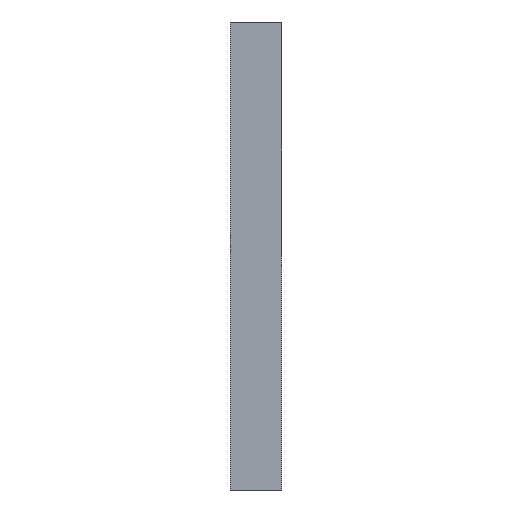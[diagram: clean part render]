
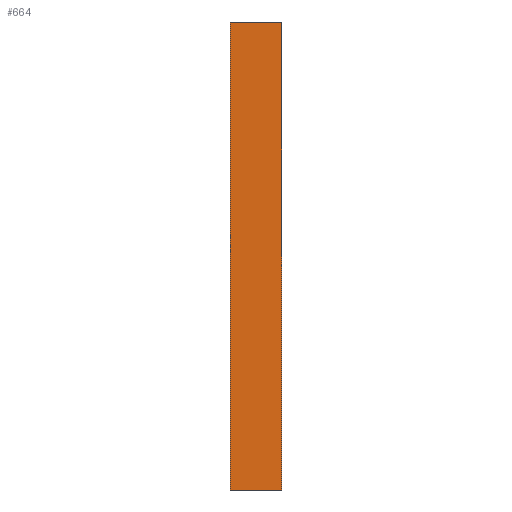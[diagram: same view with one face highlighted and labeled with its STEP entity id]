
A CAD part, left-side view. The second image highlights one B-rep face of the part: STEP entity #664.
In plain terms, the highlighted planar face has unit normal (-1, 0, 0).
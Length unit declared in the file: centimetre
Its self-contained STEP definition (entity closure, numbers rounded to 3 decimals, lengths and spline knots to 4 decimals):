
#109 = EDGE_LOOP ( 'NONE', ( #3035, #1916, #394, #318 ) ) ;
#180 = LINE ( 'NONE', #2126, #3193 ) ;
#212 = AXIS2_PLACEMENT_3D ( 'NONE', #2544, #525, #2528 ) ;
#288 = EDGE_CURVE ( 'NONE', #1559, #3813, #1269, .T. ) ;
#318 = ORIENTED_EDGE ( 'NONE', *, *, #564, .F. ) ;
#394 = ORIENTED_EDGE ( 'NONE', *, *, #288, .F. ) ;
#525 = DIRECTION ( 'NONE',  ( 1., 0., 0. ) ) ;
#564 = EDGE_CURVE ( 'NONE', #3299, #1559, #1140, .T. ) ;
#664 = ADVANCED_FACE ( 'NONE', ( #1642 ), #1179, .F. ) ;
#689 = VECTOR ( 'NONE', #3784, 100. ) ;
#727 = CARTESIAN_POINT ( 'NONE',  ( 0., 1.31, 0. ) ) ;
#791 = DIRECTION ( 'NONE',  ( 0., 0., 1. ) ) ;
#1022 = EDGE_CURVE ( 'NONE', #3299, #2463, #180, .T. ) ;
#1049 = VECTOR ( 'NONE', #3548, 100. ) ;
#1100 = LINE ( 'NONE', #2457, #689 ) ;
#1140 = LINE ( 'NONE', #727, #3072 ) ;
#1179 = PLANE ( 'NONE',  #212 ) ;
#1269 = LINE ( 'NONE', #3922, #1049 ) ;
#1559 = VERTEX_POINT ( 'NONE', #4179 ) ;
#1641 = CARTESIAN_POINT ( 'NONE',  ( 0., -0.17, 0. ) ) ;
#1642 = FACE_OUTER_BOUND ( 'NONE', #109, .T. ) ;
#1916 = ORIENTED_EDGE ( 'NONE', *, *, #2708, .F. ) ;
#2126 = CARTESIAN_POINT ( 'NONE',  ( 0., 1.31, 0. ) ) ;
#2203 = CARTESIAN_POINT ( 'NONE',  ( 0., 1.31, 0. ) ) ;
#2457 = CARTESIAN_POINT ( 'NONE',  ( 0., -0.17, 0. ) ) ;
#2463 = VERTEX_POINT ( 'NONE', #1641 ) ;
#2528 = DIRECTION ( 'NONE',  ( 0., 0., -1. ) ) ;
#2544 = CARTESIAN_POINT ( 'NONE',  ( 0., 1.31, 0. ) ) ;
#2708 = EDGE_CURVE ( 'NONE', #3813, #2463, #1100, .T. ) ;
#3035 = ORIENTED_EDGE ( 'NONE', *, *, #1022, .T. ) ;
#3072 = VECTOR ( 'NONE', #791, 100. ) ;
#3193 = VECTOR ( 'NONE', #3450, 100. ) ;
#3279 = CARTESIAN_POINT ( 'NONE',  ( 0., -0.17, 13.38 ) ) ;
#3299 = VERTEX_POINT ( 'NONE', #2203 ) ;
#3450 = DIRECTION ( 'NONE',  ( 0., -1., 0. ) ) ;
#3548 = DIRECTION ( 'NONE',  ( 0., -1., 0. ) ) ;
#3784 = DIRECTION ( 'NONE',  ( 0., 0., -1. ) ) ;
#3813 = VERTEX_POINT ( 'NONE', #3279 ) ;
#3922 = CARTESIAN_POINT ( 'NONE',  ( 0., 1.31, 13.38 ) ) ;
#4179 = CARTESIAN_POINT ( 'NONE',  ( 0., 1.31, 13.38 ) ) ;
